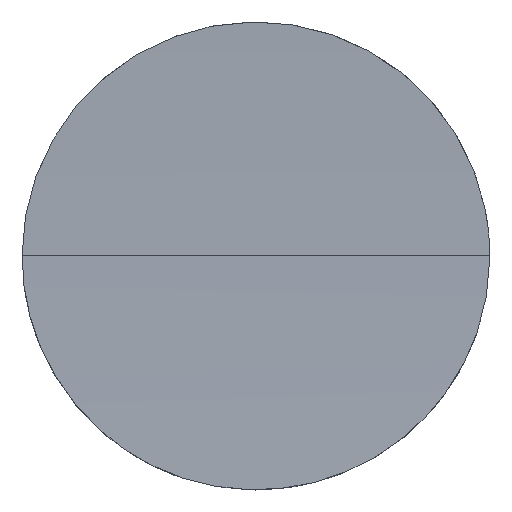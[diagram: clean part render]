
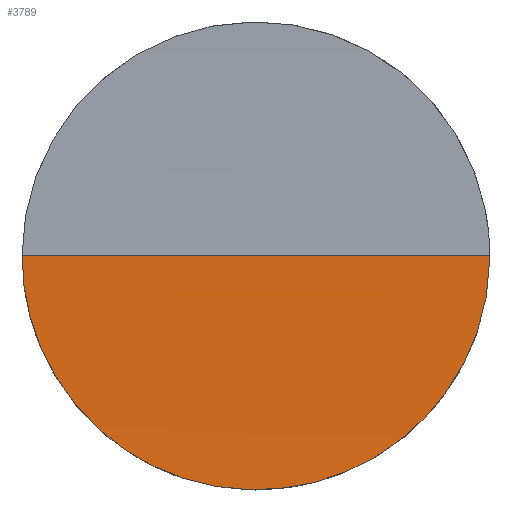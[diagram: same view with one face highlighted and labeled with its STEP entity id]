
A CAD part, top view. The second image highlights one B-rep face of the part: STEP entity #3789.
In plain terms, the highlighted cylindrical face has radius 400 mm (diameter 800 mm), a partial arc.
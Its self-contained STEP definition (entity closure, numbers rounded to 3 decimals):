
#1860 = FACE_OUTER_BOUND ( 'NONE', #3746, .T. ) ;
#1864 = CARTESIAN_POINT ( 'NONE',  ( -12.7, 0., 402. ) ) ;
#1874 = CYLINDRICAL_SURFACE ( 'NONE', #1876, 400. ) ;
#1876 = AXIS2_PLACEMENT_3D ( 'NONE', #1864, #1920, #1915 ) ;
#1915 = DIRECTION ( 'NONE',  ( 0., 0., -1. ) ) ;
#1920 = DIRECTION ( 'NONE',  ( 1., 0., 0. ) ) ;
#2037 = CARTESIAN_POINT ( 'NONE',  ( 11.4, -5.613, 2.039 ) ) ;
#2038 = CARTESIAN_POINT ( 'NONE',  ( 11.753, -4.864, 2.029 ) ) ;
#2039 = CARTESIAN_POINT ( 'NONE',  ( 12.033, -4.084, 2.021 ) ) ;
#2040 = CARTESIAN_POINT ( 'NONE',  ( 12.274, -3.288, 2.013 ) ) ;
#2041 = CARTESIAN_POINT ( 'NONE',  ( 12.376, -2.88, 2.01 ) ) ;
#2042 = CARTESIAN_POINT ( 'NONE',  ( 12.62, -1.652, 2.003 ) ) ;
#2043 = CARTESIAN_POINT ( 'NONE',  ( 12.7, -0.829, 2. ) ) ;
#2044 = CARTESIAN_POINT ( 'NONE',  ( 12.7, 0., 2. ) ) ;
#2092 = CARTESIAN_POINT ( 'NONE',  ( -11.392, -5.629, 2.039 ) ) ;
#2093 = CARTESIAN_POINT ( 'NONE',  ( -10.999, -6.362, 2.05 ) ) ;
#2094 = CARTESIAN_POINT ( 'NONE',  ( -10.782, -6.723, 2.056 ) ) ;
#2095 = CARTESIAN_POINT ( 'NONE',  ( -10.086, -7.762, 2.075 ) ) ;
#2096 = CARTESIAN_POINT ( 'NONE',  ( -9.56, -8.401, 2.088 ) ) ;
#2097 = CARTESIAN_POINT ( 'NONE',  ( -8.387, -9.572, 2.114 ) ) ;
#2098 = CARTESIAN_POINT ( 'NONE',  ( -7.733, -10.108, 2.127 ) ) ;
#2099 = CARTESIAN_POINT ( 'NONE',  ( -6.353, -11.028, 2.152 ) ) ;
#2100 = CARTESIAN_POINT ( 'NONE',  ( -5.623, -11.418, 2.163 ) ) ;
#2101 = CARTESIAN_POINT ( 'NONE',  ( -4.468, -11.895, 2.177 ) ) ;
#2102 = CARTESIAN_POINT ( 'NONE',  ( -4.072, -12.037, 2.181 ) ) ;
#2103 = CARTESIAN_POINT ( 'NONE',  ( -3.275, -12.278, 2.188 ) ) ;
#2104 = CARTESIAN_POINT ( 'NONE',  ( -2.873, -12.378, 2.192 ) ) ;
#2117 = CARTESIAN_POINT ( 'NONE',  ( -12.7, 0., 2. ) ) ;
#2118 = CARTESIAN_POINT ( 'NONE',  ( -12.7, -0.839, 2. ) ) ;
#2119 = CARTESIAN_POINT ( 'NONE',  ( -12.618, -1.669, 2.003 ) ) ;
#2120 = CARTESIAN_POINT ( 'NONE',  ( -12.371, -2.901, 2.01 ) ) ;
#2121 = CARTESIAN_POINT ( 'NONE',  ( -12.269, -3.307, 2.013 ) ) ;
#2122 = CARTESIAN_POINT ( 'NONE',  ( -12.027, -4.101, 2.021 ) ) ;
#2123 = CARTESIAN_POINT ( 'NONE',  ( -11.747, -4.88, 2.029 ) ) ;
#2140 = CARTESIAN_POINT ( 'NONE',  ( -2.061, -12.538, 2.197 ) ) ;
#2141 = CARTESIAN_POINT ( 'NONE',  ( -1.652, -12.599, 2.198 ) ) ;
#2142 = CARTESIAN_POINT ( 'NONE',  ( -0.826, -12.68, 2.201 ) ) ;
#2143 = CARTESIAN_POINT ( 'NONE',  ( -0.408, -12.7, 2.202 ) ) ;
#2144 = CARTESIAN_POINT ( 'NONE',  ( 0.848, -12.699, 2.202 ) ) ;
#2145 = CARTESIAN_POINT ( 'NONE',  ( 1.672, -12.617, 2.199 ) ) ;
#2146 = CARTESIAN_POINT ( 'NONE',  ( 2.89, -12.374, 2.191 ) ) ;
#2147 = CARTESIAN_POINT ( 'NONE',  ( 3.293, -12.273, 2.188 ) ) ;
#2148 = CARTESIAN_POINT ( 'NONE',  ( 4.091, -12.03, 2.181 ) ) ;
#2149 = CARTESIAN_POINT ( 'NONE',  ( 4.487, -11.888, 2.177 ) ) ;
#2150 = CARTESIAN_POINT ( 'NONE',  ( 5.639, -11.41, 2.163 ) ) ;
#2151 = CARTESIAN_POINT ( 'NONE',  ( 6.368, -11.019, 2.152 ) ) ;
#2152 = CARTESIAN_POINT ( 'NONE',  ( 7.404, -10.327, 2.133 ) ) ;
#2153 = CARTESIAN_POINT ( 'NONE',  ( 7.741, -10.077, 2.127 ) ) ;
#2154 = CARTESIAN_POINT ( 'NONE',  ( 8.387, -9.546, 2.114 ) ) ;
#2155 = CARTESIAN_POINT ( 'NONE',  ( 8.694, -9.267, 2.107 ) ) ;
#2156 = CARTESIAN_POINT ( 'NONE',  ( 9.572, -8.388, 2.088 ) ) ;
#2157 = CARTESIAN_POINT ( 'NONE',  ( 10.097, -7.748, 2.074 ) ) ;
#2158 = CARTESIAN_POINT ( 'NONE',  ( 10.794, -6.705, 2.056 ) ) ;
#2159 = CARTESIAN_POINT ( 'NONE',  ( 11.009, -6.345, 2.05 ) ) ;
#2181 = B_SPLINE_CURVE_WITH_KNOTS ( 'NONE', 3,
 ( #2044, #2043, #2042, #2041, #2040, #2039, #2038, #2037, #2159, #2158, #2157, #2156, #2155, #2154, #2153, #2152, #2151, #2150, #2149, #2148, #2147, #2146, #2145, #2144, #2143, #2142, #2141, #2140, #2104, #2103, #2102, #2101, #2100, #2099, #2098, #2097, #2096, #2095, #2094, #2093, #2092, #2123, #2122, #2121, #2120, #2119, #2118, #2117 ),
 .UNSPECIFIED., .F., .F.,
 ( 4, 2, 2, 1, 2, 2, 2, 2, 2, 2, 2, 2, 2, 2, 2, 2, 2, 2, 2, 2, 2, 1, 2, 2, 4 ),
 ( 0.04, 0.042, 0.043, 0.045, 0.046, 0.047, 0.05, 0.051, 0.052, 0.055, 0.056, 0.057, 0.06, 0.061, 0.062, 0.063, 0.065, 0.067, 0.069, 0.072, 0.073, 0.074, 0.076, 0.077, 0.079 ),
 .UNSPECIFIED. ) ;
#2272 = CARTESIAN_POINT ( 'NONE',  ( -12.7, 0., 2. ) ) ;
#2320 = CARTESIAN_POINT ( 'NONE',  ( 12.7, 0., 2. ) ) ;
#2414 = DIRECTION ( 'NONE',  ( 1., 0., 0. ) ) ;
#2415 = VECTOR ( 'NONE', #2414, 1000. ) ;
#2416 = CARTESIAN_POINT ( 'NONE',  ( -12.7, 0., 2. ) ) ;
#2417 = LINE ( 'NONE', #2416, #2415 ) ;
#3746 = EDGE_LOOP ( 'NONE', ( #3790, #3786 ) ) ;
#3786 = ORIENTED_EDGE ( 'NONE', *, *, #3902, .F. ) ;
#3789 = ADVANCED_FACE ( 'NONE', ( #1860 ), #1874, .F. ) ;
#3790 = ORIENTED_EDGE ( 'NONE', *, *, #4320, .F. ) ;
#3902 = EDGE_CURVE ( 'NONE', #4314, #4346, #2181, .T. ) ;
#4314 = VERTEX_POINT ( 'NONE', #2320 ) ;
#4320 = EDGE_CURVE ( 'NONE', #4346, #4314, #2417, .T. ) ;
#4346 = VERTEX_POINT ( 'NONE', #2272 ) ;
